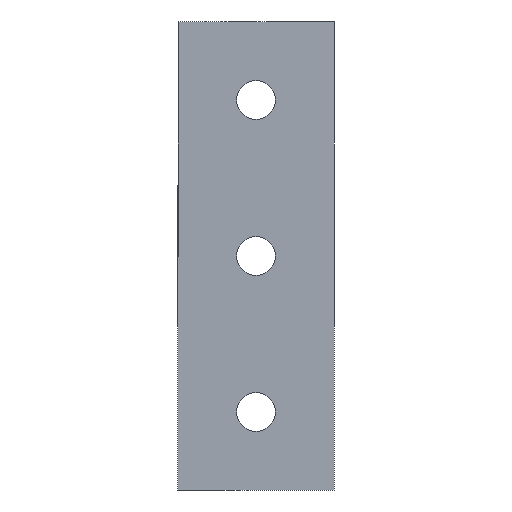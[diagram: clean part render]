
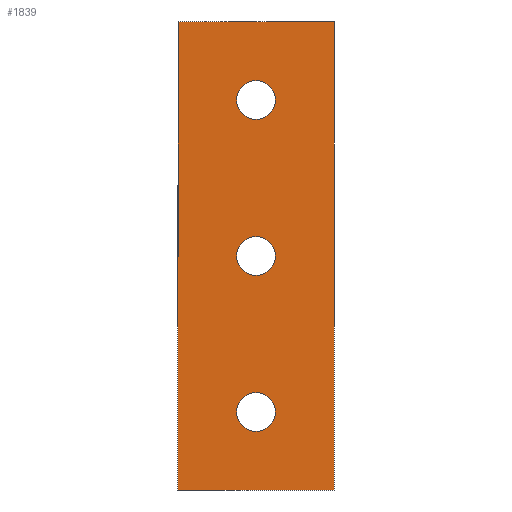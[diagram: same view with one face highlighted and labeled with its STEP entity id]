
A CAD part, front view. The second image highlights one B-rep face of the part: STEP entity #1839.
In plain terms, the highlighted planar face has unit normal (0, -1, 0).
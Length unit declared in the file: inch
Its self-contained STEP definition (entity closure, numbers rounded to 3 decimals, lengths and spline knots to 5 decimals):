
#75 = ORIENTED_EDGE ( 'NONE', *, *, #2772, .F. ) ;
#128 = VERTEX_POINT ( 'NONE', #1702 ) ;
#183 = CARTESIAN_POINT ( 'NONE',  ( 1.25, -0.375, -3.75 ) ) ;
#385 = CARTESIAN_POINT ( 'NONE',  ( 0., -0.375, 2.5 ) ) ;
#586 = EDGE_CURVE ( 'NONE', #128, #128, #1644, .T. ) ;
#727 = FACE_BOUND ( 'NONE', #2624, .T. ) ;
#745 = ORIENTED_EDGE ( 'NONE', *, *, #1015, .F. ) ;
#771 = CIRCLE ( 'NONE', #2072, 0.3125 ) ;
#811 = CARTESIAN_POINT ( 'NONE',  ( 1.25, -0.375, 0. ) ) ;
#835 = VERTEX_POINT ( 'NONE', #2104 ) ;
#849 = CARTESIAN_POINT ( 'NONE',  ( 0., -0.375, 0. ) ) ;
#915 = VERTEX_POINT ( 'NONE', #1778 ) ;
#918 = CARTESIAN_POINT ( 'NONE',  ( 0., -0.375, 0. ) ) ;
#969 = CIRCLE ( 'NONE', #1576, 0.3125 ) ;
#1004 = CARTESIAN_POINT ( 'NONE',  ( 0., -0.375, -3.75 ) ) ;
#1015 = EDGE_CURVE ( 'NONE', #915, #2049, #3489, .T. ) ;
#1033 = VECTOR ( 'NONE', #4140, 39.37008 ) ;
#1038 = AXIS2_PLACEMENT_3D ( 'NONE', #849, #4066, #1848 ) ;
#1055 = VERTEX_POINT ( 'NONE', #183 ) ;
#1100 = AXIS2_PLACEMENT_3D ( 'NONE', #1486, #3434, #2472 ) ;
#1151 = DIRECTION ( 'NONE',  ( 0., 0., -1. ) ) ;
#1328 = DIRECTION ( 'NONE',  ( 0., -1., 0. ) ) ;
#1453 = FACE_BOUND ( 'NONE', #1691, .T. ) ;
#1486 = CARTESIAN_POINT ( 'NONE',  ( 0., -0.375, -2.5 ) ) ;
#1576 = AXIS2_PLACEMENT_3D ( 'NONE', #918, #1328, #1642 ) ;
#1605 = EDGE_LOOP ( 'NONE', ( #2778 ) ) ;
#1642 = DIRECTION ( 'NONE',  ( 0., 0., 1. ) ) ;
#1644 = CIRCLE ( 'NONE', #1100, 0.3125 ) ;
#1677 = EDGE_CURVE ( 'NONE', #2712, #2712, #969, .T. ) ;
#1691 = EDGE_LOOP ( 'NONE', ( #3511 ) ) ;
#1693 = DIRECTION ( 'NONE',  ( 0., -1., 0. ) ) ;
#1702 = CARTESIAN_POINT ( 'NONE',  ( 0., -0.375, -2.1875 ) ) ;
#1764 = ORIENTED_EDGE ( 'NONE', *, *, #2171, .F. ) ;
#1778 = CARTESIAN_POINT ( 'NONE',  ( -1.25, -0.375, -3.75 ) ) ;
#1839 = ADVANCED_FACE ( 'NONE', ( #2359, #727, #1453, #2755 ), #2441, .F. ) ;
#1848 = DIRECTION ( 'NONE',  ( 0., 0., 1. ) ) ;
#2049 = VERTEX_POINT ( 'NONE', #2923 ) ;
#2072 = AXIS2_PLACEMENT_3D ( 'NONE', #385, #1693, #3685 ) ;
#2088 = LINE ( 'NONE', #1004, #2204 ) ;
#2104 = CARTESIAN_POINT ( 'NONE',  ( 1.25, -0.375, 3.75 ) ) ;
#2116 = LINE ( 'NONE', #811, #3713 ) ;
#2166 = CARTESIAN_POINT ( 'NONE',  ( -1.25, -0.375, 0. ) ) ;
#2171 = EDGE_CURVE ( 'NONE', #1055, #915, #2088, .T. ) ;
#2204 = VECTOR ( 'NONE', #2313, 39.37008 ) ;
#2313 = DIRECTION ( 'NONE',  ( -1., 0., 0. ) ) ;
#2359 = FACE_OUTER_BOUND ( 'NONE', #3944, .T. ) ;
#2393 = ORIENTED_EDGE ( 'NONE', *, *, #1677, .F. ) ;
#2415 = VERTEX_POINT ( 'NONE', #4021 ) ;
#2441 = PLANE ( 'NONE',  #1038 ) ;
#2472 = DIRECTION ( 'NONE',  ( 0., 0., 1. ) ) ;
#2624 = EDGE_LOOP ( 'NONE', ( #2393 ) ) ;
#2644 = EDGE_CURVE ( 'NONE', #2415, #2415, #771, .T. ) ;
#2712 = VERTEX_POINT ( 'NONE', #4061 ) ;
#2755 = FACE_BOUND ( 'NONE', #1605, .T. ) ;
#2772 = EDGE_CURVE ( 'NONE', #835, #1055, #2116, .T. ) ;
#2778 = ORIENTED_EDGE ( 'NONE', *, *, #586, .F. ) ;
#2923 = CARTESIAN_POINT ( 'NONE',  ( -1.25, -0.375, 3.75 ) ) ;
#3118 = LINE ( 'NONE', #3803, #3935 ) ;
#3179 = DIRECTION ( 'NONE',  ( 1., 0., 0. ) ) ;
#3434 = DIRECTION ( 'NONE',  ( 0., -1., 0. ) ) ;
#3439 = ORIENTED_EDGE ( 'NONE', *, *, #3982, .F. ) ;
#3489 = LINE ( 'NONE', #2166, #1033 ) ;
#3511 = ORIENTED_EDGE ( 'NONE', *, *, #2644, .F. ) ;
#3685 = DIRECTION ( 'NONE',  ( 0., 0., 1. ) ) ;
#3713 = VECTOR ( 'NONE', #1151, 39.37008 ) ;
#3803 = CARTESIAN_POINT ( 'NONE',  ( 0., -0.375, 3.75 ) ) ;
#3935 = VECTOR ( 'NONE', #3179, 39.37008 ) ;
#3944 = EDGE_LOOP ( 'NONE', ( #3439, #745, #1764, #75 ) ) ;
#3982 = EDGE_CURVE ( 'NONE', #2049, #835, #3118, .T. ) ;
#4021 = CARTESIAN_POINT ( 'NONE',  ( 0., -0.375, 2.8125 ) ) ;
#4061 = CARTESIAN_POINT ( 'NONE',  ( 0., -0.375, 0.3125 ) ) ;
#4066 = DIRECTION ( 'NONE',  ( 0., 1., 0. ) ) ;
#4140 = DIRECTION ( 'NONE',  ( 0., 0., 1. ) ) ;
